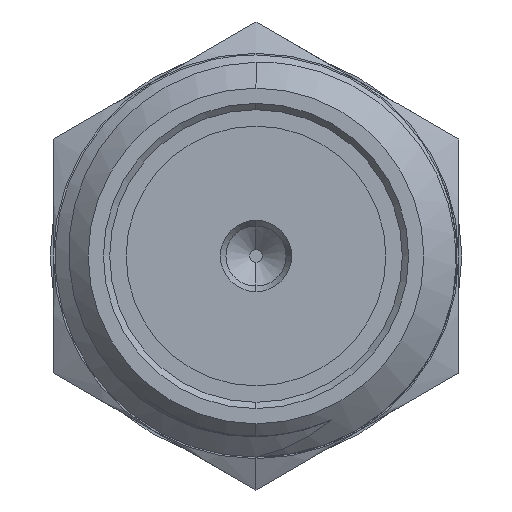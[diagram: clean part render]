
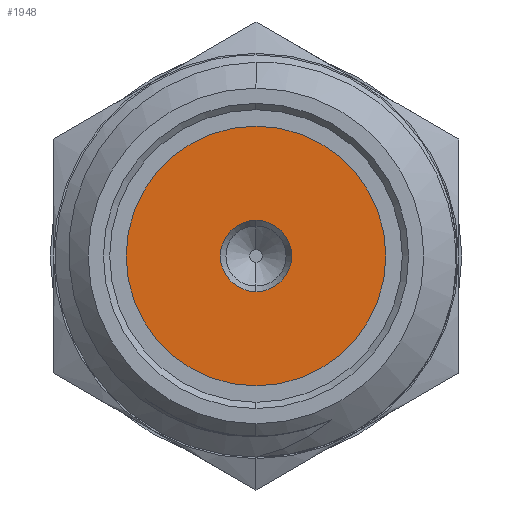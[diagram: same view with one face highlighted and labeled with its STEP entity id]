
A CAD part, left-side view. The second image highlights one B-rep face of the part: STEP entity #1948.
In plain terms, the highlighted planar face has unit normal (-1, 0, 0).
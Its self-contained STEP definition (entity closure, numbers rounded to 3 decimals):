
#45 = AXIS2_PLACEMENT_3D ( 'NONE', #601, #2606, #881 ) ;
#149 = ORIENTED_EDGE ( 'NONE', *, *, #532, .T. ) ;
#293 = FACE_OUTER_BOUND ( 'NONE', #3237, .T. ) ;
#532 = EDGE_CURVE ( 'NONE', #3447, #2269, #3269, .T. ) ;
#565 = CARTESIAN_POINT ( 'NONE',  ( 2., 0., -0.562 ) ) ;
#601 = CARTESIAN_POINT ( 'NONE',  ( 2., 0., 0. ) ) ;
#635 = CARTESIAN_POINT ( 'NONE',  ( 2., 0., -2.05 ) ) ;
#800 = CIRCLE ( 'NONE', #2919, 0.562 ) ;
#832 = ORIENTED_EDGE ( 'NONE', *, *, #1059, .F. ) ;
#881 = DIRECTION ( 'NONE',  ( 0., 0., 1. ) ) ;
#911 = AXIS2_PLACEMENT_3D ( 'NONE', #3484, #1530, #3218 ) ;
#975 = CIRCLE ( 'NONE', #1978, 0.562 ) ;
#1059 = EDGE_CURVE ( 'NONE', #1753, #2836, #975, .T. ) ;
#1067 = FACE_BOUND ( 'NONE', #1809, .T. ) ;
#1146 = CIRCLE ( 'NONE', #45, 2.05 ) ;
#1530 = DIRECTION ( 'NONE',  ( -1., 0., 0. ) ) ;
#1568 = DIRECTION ( 'NONE',  ( -1., 0., 0. ) ) ;
#1573 = ORIENTED_EDGE ( 'NONE', *, *, #2052, .F. ) ;
#1574 = AXIS2_PLACEMENT_3D ( 'NONE', #1581, #3532, #1866 ) ;
#1581 = CARTESIAN_POINT ( 'NONE',  ( 2., 0., 0. ) ) ;
#1596 = CARTESIAN_POINT ( 'NONE',  ( 2., 0., 0. ) ) ;
#1651 = DIRECTION ( 'NONE',  ( 0., 0., 1. ) ) ;
#1652 = DIRECTION ( 'NONE',  ( -1., 0., 0. ) ) ;
#1753 = VERTEX_POINT ( 'NONE', #565 ) ;
#1809 = EDGE_LOOP ( 'NONE', ( #1573, #832 ) ) ;
#1819 = EDGE_CURVE ( 'NONE', #2269, #3447, #1146, .T. ) ;
#1866 = DIRECTION ( 'NONE',  ( 0., 0., 1. ) ) ;
#1948 = ADVANCED_FACE ( 'NONE', ( #293, #1067 ), #2161, .T. ) ;
#1978 = AXIS2_PLACEMENT_3D ( 'NONE', #1596, #1568, #1651 ) ;
#2052 = EDGE_CURVE ( 'NONE', #2836, #1753, #800, .T. ) ;
#2161 = PLANE ( 'NONE',  #1574 ) ;
#2269 = VERTEX_POINT ( 'NONE', #635 ) ;
#2606 = DIRECTION ( 'NONE',  ( -1., 0., 0. ) ) ;
#2836 = VERTEX_POINT ( 'NONE', #3613 ) ;
#2842 = CARTESIAN_POINT ( 'NONE',  ( 2., 0., 2.05 ) ) ;
#2919 = AXIS2_PLACEMENT_3D ( 'NONE', #3332, #1652, #3586 ) ;
#3095 = ORIENTED_EDGE ( 'NONE', *, *, #1819, .T. ) ;
#3218 = DIRECTION ( 'NONE',  ( 0., 0., 1. ) ) ;
#3237 = EDGE_LOOP ( 'NONE', ( #149, #3095 ) ) ;
#3269 = CIRCLE ( 'NONE', #911, 2.05 ) ;
#3332 = CARTESIAN_POINT ( 'NONE',  ( 2., 0., 0. ) ) ;
#3447 = VERTEX_POINT ( 'NONE', #2842 ) ;
#3484 = CARTESIAN_POINT ( 'NONE',  ( 2., 0., 0. ) ) ;
#3532 = DIRECTION ( 'NONE',  ( -1., 0., 0. ) ) ;
#3586 = DIRECTION ( 'NONE',  ( 0., 0., 1. ) ) ;
#3613 = CARTESIAN_POINT ( 'NONE',  ( 2., 0., 0.562 ) ) ;
